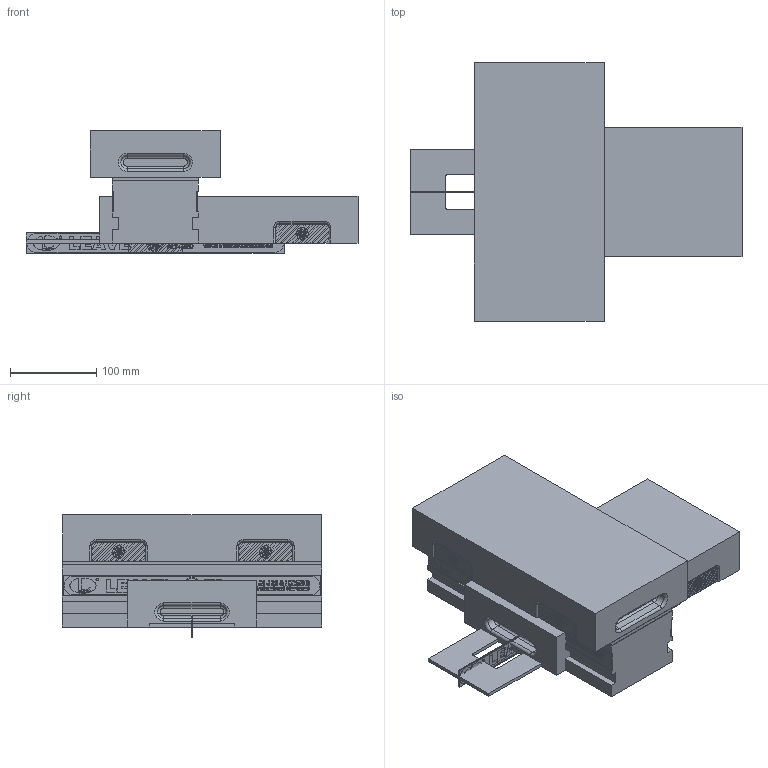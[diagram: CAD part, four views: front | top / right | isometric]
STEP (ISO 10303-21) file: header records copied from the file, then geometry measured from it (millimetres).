
FILE_DESCRIPTION( ( 'Unknown' ), '1' );
FILE_NAME( 'ALV-1030-0WH.stp', 'Unknown', ( 'S.C.H' ), ( 'Unknown' ), 'XStep 1.0', 'Unknown', ' ' );
FILE_SCHEMA( ( 'CONFIG_CONTROL_DESIGN' ) );
Length unit declared in the file: millimetre
Products named in the file (8): Assem1; Assem2; Assem3; 1; 2; 3; 4; 5
Bounding box: 384 x 300 x 141.75 mm (x, y, z)
Volume: 13374109.9 mm3; surface area: 1081260.2 mm2
Topology: 22 solids, 22 shells, 7929 faces, 21068 edges, 14031 vertices
Faces by surface type: plane 4922, extrusion 1490, cylinder 1469, torus 48
Full cylindrical faces by diameter (mm): 2.597 x5, 2.717 x5, 12 x33, 17.5 x5, 19.5 x5, 20 x9
Entity records: 50769 total; most frequent: CARTESIAN_POINT 13498, ORIENTED_EDGE 7962, DIRECTION 6706, EDGE_CURVE 3981, VECTOR 3112, LINE 2814, VERTEX_POINT 2658, AXIS2_PLACEMENT_3D 1797
